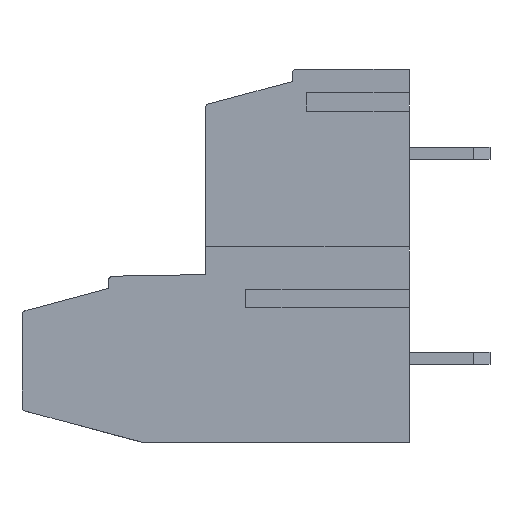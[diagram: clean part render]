
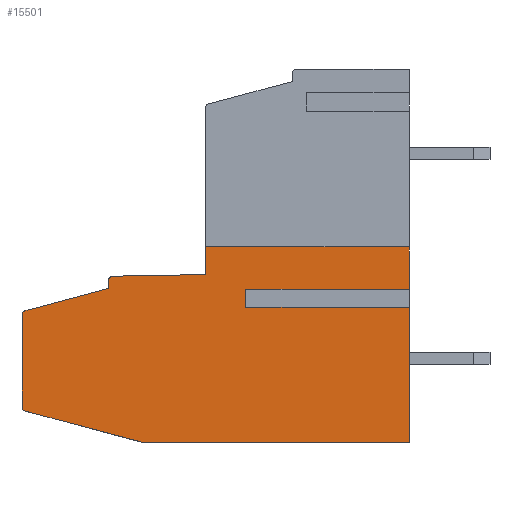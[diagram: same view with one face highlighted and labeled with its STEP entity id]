
A CAD part, left-side view. The second image highlights one B-rep face of the part: STEP entity #15501.
In plain terms, the highlighted planar face has unit normal (-1, 0, 0).
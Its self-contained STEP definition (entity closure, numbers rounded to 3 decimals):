
#91 = VERTEX_POINT ( 'NONE', #5367 ) ;
#236 = LINE ( 'NONE', #3260, #29855 ) ;
#522 = CARTESIAN_POINT ( 'NONE',  ( -2.54, 10.1, 4.14 ) ) ;
#913 = ORIENTED_EDGE ( 'NONE', *, *, #32381, .T. ) ;
#957 = CARTESIAN_POINT ( 'NONE',  ( -2.54, 19.052, -2.622 ) ) ;
#1303 = PLANE ( 'NONE',  #2981 ) ;
#2602 = LINE ( 'NONE', #14263, #7974 ) ;
#2981 = AXIS2_PLACEMENT_3D ( 'NONE', #4509, #27373, #18808 ) ;
#3260 = CARTESIAN_POINT ( 'NONE',  ( -2.54, 19.2, 5.51 ) ) ;
#3604 = CARTESIAN_POINT ( 'NONE',  ( -2.54, 19.2, -4.19 ) ) ;
#3760 = VECTOR ( 'NONE', #24662, 1000. ) ;
#4509 = CARTESIAN_POINT ( 'NONE',  ( -2.54, 19.2, -4.19 ) ) ;
#4598 = ORIENTED_EDGE ( 'NONE', *, *, #18820, .T. ) ;
#5046 = EDGE_CURVE ( 'NONE', #24081, #26318, #23951, .T. ) ;
#5141 = VECTOR ( 'NONE', #34804, 1000. ) ;
#5367 = CARTESIAN_POINT ( 'NONE',  ( -2.54, 0., -4.19 ) ) ;
#5846 = LINE ( 'NONE', #23798, #35991 ) ;
#6127 = ORIENTED_EDGE ( 'NONE', *, *, #18944, .F. ) ;
#6433 = VERTEX_POINT ( 'NONE', #9246 ) ;
#6622 = EDGE_CURVE ( 'NONE', #17124, #20216, #13794, .T. ) ;
#6897 = LINE ( 'NONE', #21813, #11784 ) ;
#7075 = VERTEX_POINT ( 'NONE', #17982 ) ;
#7614 = CARTESIAN_POINT ( 'NONE',  ( -2.54, 13.2, -4.19 ) ) ;
#7974 = VECTOR ( 'NONE', #25481, 1000. ) ;
#8433 = VERTEX_POINT ( 'NONE', #13733 ) ;
#9246 = CARTESIAN_POINT ( 'NONE',  ( -2.54, 14.9, 3.86 ) ) ;
#9426 = ORIENTED_EDGE ( 'NONE', *, *, #31137, .F. ) ;
#9845 = VECTOR ( 'NONE', #36423, 1000. ) ;
#10093 = CARTESIAN_POINT ( 'NONE',  ( -2.54, 19., -2.429 ) ) ;
#10702 = ORIENTED_EDGE ( 'NONE', *, *, #6622, .T. ) ;
#11371 = DIRECTION ( 'NONE',  ( 0., 0., -1. ) ) ;
#11565 = CARTESIAN_POINT ( 'NONE',  ( -2.54, 8.1, 3.236 ) ) ;
#11784 = VECTOR ( 'NONE', #15512, 1000. ) ;
#11976 = DIRECTION ( 'NONE',  ( 0., 0., -1. ) ) ;
#13097 = CARTESIAN_POINT ( 'NONE',  ( -2.54, 0., -4.19 ) ) ;
#13715 = ORIENTED_EDGE ( 'NONE', *, *, #32518, .F. ) ;
#13733 = CARTESIAN_POINT ( 'NONE',  ( -2.54, 10.1, 5.51 ) ) ;
#13794 = CIRCLE ( 'NONE', #16793, 0.2 ) ;
#13955 = ORIENTED_EDGE ( 'NONE', *, *, #36123, .F. ) ;
#14263 = CARTESIAN_POINT ( 'NONE',  ( -2.54, 0., -4.19 ) ) ;
#14635 = EDGE_CURVE ( 'NONE', #24081, #91, #17324, .T. ) ;
#14665 = CIRCLE ( 'NONE', #20112, 0.2 ) ;
#14949 = CARTESIAN_POINT ( 'NONE',  ( -2.54, 8.1, 2.7 ) ) ;
#15137 = LINE ( 'NONE', #14949, #36333 ) ;
#15194 = CARTESIAN_POINT ( 'NONE',  ( -2.54, 13.2, -4.19 ) ) ;
#15239 = VERTEX_POINT ( 'NONE', #33681 ) ;
#15501 = ADVANCED_FACE ( 'NONE', ( #16132 ), #1303, .F. ) ;
#15512 = DIRECTION ( 'NONE',  ( 0., 0., 1. ) ) ;
#16132 = FACE_OUTER_BOUND ( 'NONE', #21384, .T. ) ;
#16196 = ORIENTED_EDGE ( 'NONE', *, *, #36180, .F. ) ;
#16233 = EDGE_CURVE ( 'NONE', #28159, #6433, #33820, .T. ) ;
#16480 = ORIENTED_EDGE ( 'NONE', *, *, #20935, .F. ) ;
#16793 = AXIS2_PLACEMENT_3D ( 'NONE', #17071, #24932, #36501 ) ;
#17071 = CARTESIAN_POINT ( 'NONE',  ( -2.54, 19., 2.151 ) ) ;
#17124 = VERTEX_POINT ( 'NONE', #32689 ) ;
#17324 = LINE ( 'NONE', #3604, #17395 ) ;
#17395 = VECTOR ( 'NONE', #23617, 1000. ) ;
#17495 = LINE ( 'NONE', #20331, #5141 ) ;
#17982 = CARTESIAN_POINT ( 'NONE',  ( -2.54, 19.2, -2.429 ) ) ;
#18808 = DIRECTION ( 'NONE',  ( 0., 0., -1. ) ) ;
#18820 = EDGE_CURVE ( 'NONE', #7075, #26318, #14665, .T. ) ;
#18944 = EDGE_CURVE ( 'NONE', #8433, #36474, #236, .T. ) ;
#19239 = EDGE_CURVE ( 'NONE', #26750, #22002, #27548, .T. ) ;
#19358 = ORIENTED_EDGE ( 'NONE', *, *, #19239, .T. ) ;
#19547 = CARTESIAN_POINT ( 'NONE',  ( -2.54, 8.1, 2.7 ) ) ;
#19804 = ORIENTED_EDGE ( 'NONE', *, *, #16233, .T. ) ;
#20112 = AXIS2_PLACEMENT_3D ( 'NONE', #10093, #27300, #26907 ) ;
#20216 = VERTEX_POINT ( 'NONE', #28704 ) ;
#20331 = CARTESIAN_POINT ( 'NONE',  ( -2.54, 14.9, 3.456 ) ) ;
#20935 = EDGE_CURVE ( 'NONE', #17124, #29496, #5846, .T. ) ;
#21384 = EDGE_LOOP ( 'NONE', ( #13715, #19804, #23434, #16480, #10702, #16196, #4598, #35350, #31423, #36144, #9426, #35742, #19358, #913, #6127, #13955 ) ) ;
#21493 = EDGE_CURVE ( 'NONE', #29496, #6433, #17495, .T. ) ;
#21813 = CARTESIAN_POINT ( 'NONE',  ( -2.54, 10.1, 4.14 ) ) ;
#21851 = CARTESIAN_POINT ( 'NONE',  ( -2.54, 8.1, 3.236 ) ) ;
#21983 = CARTESIAN_POINT ( 'NONE',  ( -2.54, 14.703, 4.06 ) ) ;
#22002 = VERTEX_POINT ( 'NONE', #33977 ) ;
#22029 = DIRECTION ( 'NONE',  ( 0., -1., 0. ) ) ;
#22738 = DIRECTION ( 'NONE',  ( 0., 0., 1. ) ) ;
#22763 = DIRECTION ( 'NONE',  ( -1., 0., 0. ) ) ;
#23096 = DIRECTION ( 'NONE',  ( 0., -1., 0. ) ) ;
#23434 = ORIENTED_EDGE ( 'NONE', *, *, #21493, .F. ) ;
#23617 = DIRECTION ( 'NONE',  ( 0., -1., 0. ) ) ;
#23798 = CARTESIAN_POINT ( 'NONE',  ( -2.54, 19.2, 2.304 ) ) ;
#23951 = LINE ( 'NONE', #15194, #28271 ) ;
#23983 = VERTEX_POINT ( 'NONE', #19547 ) ;
#24081 = VERTEX_POINT ( 'NONE', #7614 ) ;
#24277 = DIRECTION ( 'NONE',  ( 0., -1., 0. ) ) ;
#24441 = VECTOR ( 'NONE', #11371, 1000. ) ;
#24662 = DIRECTION ( 'NONE',  ( 0., 0., 1. ) ) ;
#24859 = CARTESIAN_POINT ( 'NONE',  ( -2.54, 14.9, 4.056 ) ) ;
#24932 = DIRECTION ( 'NONE',  ( -1., 0., 0. ) ) ;
#25481 = DIRECTION ( 'NONE',  ( 0., 0., 1. ) ) ;
#26318 = VERTEX_POINT ( 'NONE', #957 ) ;
#26750 = VERTEX_POINT ( 'NONE', #37325 ) ;
#26907 = DIRECTION ( 'NONE',  ( 0., 0., -1. ) ) ;
#27300 = DIRECTION ( 'NONE',  ( -1., 0., 0. ) ) ;
#27373 = DIRECTION ( 'NONE',  ( 1., 0., 0. ) ) ;
#27548 = LINE ( 'NONE', #21851, #32948 ) ;
#28159 = VERTEX_POINT ( 'NONE', #21983 ) ;
#28271 = VECTOR ( 'NONE', #35743, 1000. ) ;
#28536 = VERTEX_POINT ( 'NONE', #522 ) ;
#28632 = CARTESIAN_POINT ( 'NONE',  ( -2.54, 14.9, 3.456 ) ) ;
#28704 = CARTESIAN_POINT ( 'NONE',  ( -2.54, 19.2, 2.151 ) ) ;
#29496 = VERTEX_POINT ( 'NONE', #28632 ) ;
#29555 = LINE ( 'NONE', #11565, #24441 ) ;
#29855 = VECTOR ( 'NONE', #23096, 1000. ) ;
#29942 = VECTOR ( 'NONE', #22738, 1000. ) ;
#30897 = CARTESIAN_POINT ( 'NONE',  ( -2.54, 19.2, -4.19 ) ) ;
#31137 = EDGE_CURVE ( 'NONE', #23983, #15239, #15137, .T. ) ;
#31423 = ORIENTED_EDGE ( 'NONE', *, *, #14635, .T. ) ;
#32035 = EDGE_CURVE ( 'NONE', #91, #15239, #2602, .T. ) ;
#32381 = EDGE_CURVE ( 'NONE', #22002, #36474, #33414, .T. ) ;
#32518 = EDGE_CURVE ( 'NONE', #28159, #28536, #36962, .T. ) ;
#32689 = CARTESIAN_POINT ( 'NONE',  ( -2.54, 19.052, 2.344 ) ) ;
#32948 = VECTOR ( 'NONE', #22029, 1000. ) ;
#33414 = LINE ( 'NONE', #13097, #3760 ) ;
#33681 = CARTESIAN_POINT ( 'NONE',  ( -2.54, 0., 2.7 ) ) ;
#33820 = CIRCLE ( 'NONE', #37430, 0.2 ) ;
#33977 = CARTESIAN_POINT ( 'NONE',  ( -2.54, 0., 3.236 ) ) ;
#34275 = CARTESIAN_POINT ( 'NONE',  ( -2.54, 0., 5.51 ) ) ;
#34539 = CARTESIAN_POINT ( 'NONE',  ( -2.54, 14.7, 3.86 ) ) ;
#34804 = DIRECTION ( 'NONE',  ( 0., 0., 1. ) ) ;
#35350 = ORIENTED_EDGE ( 'NONE', *, *, #5046, .F. ) ;
#35402 = DIRECTION ( 'NONE',  ( 0., -0.966, 0.259 ) ) ;
#35519 = EDGE_CURVE ( 'NONE', #26750, #23983, #29555, .T. ) ;
#35742 = ORIENTED_EDGE ( 'NONE', *, *, #35519, .F. ) ;
#35743 = DIRECTION ( 'NONE',  ( 0., 0.966, 0.259 ) ) ;
#35991 = VECTOR ( 'NONE', #35402, 1000. ) ;
#36123 = EDGE_CURVE ( 'NONE', #28536, #8433, #6897, .T. ) ;
#36144 = ORIENTED_EDGE ( 'NONE', *, *, #32035, .T. ) ;
#36180 = EDGE_CURVE ( 'NONE', #7075, #20216, #36777, .T. ) ;
#36333 = VECTOR ( 'NONE', #24277, 1000. ) ;
#36423 = DIRECTION ( 'NONE',  ( 0., -1., 0.017 ) ) ;
#36474 = VERTEX_POINT ( 'NONE', #34275 ) ;
#36501 = DIRECTION ( 'NONE',  ( 0., 0., -1. ) ) ;
#36777 = LINE ( 'NONE', #30897, #29942 ) ;
#36962 = LINE ( 'NONE', #24859, #9845 ) ;
#37325 = CARTESIAN_POINT ( 'NONE',  ( -2.54, 8.1, 3.236 ) ) ;
#37430 = AXIS2_PLACEMENT_3D ( 'NONE', #34539, #22763, #11976 ) ;
